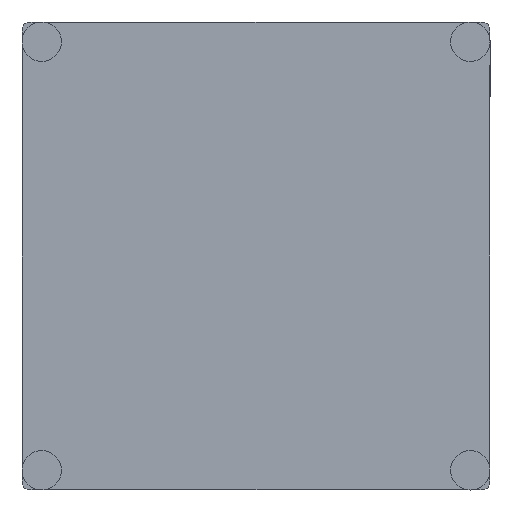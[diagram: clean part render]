
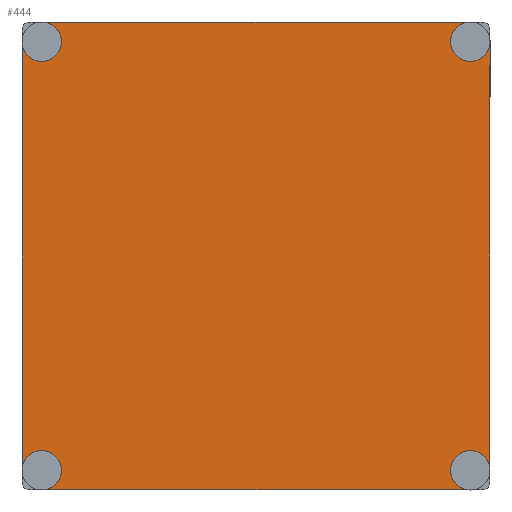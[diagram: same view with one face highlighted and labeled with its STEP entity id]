
A CAD part, front view. The second image highlights one B-rep face of the part: STEP entity #444.
In plain terms, the highlighted planar face has unit normal (0, -1, 0).
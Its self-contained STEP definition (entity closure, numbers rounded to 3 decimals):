
#28=PLANE('',#516);
#52=FACE_OUTER_BOUND('',#78,.T.);
#78=EDGE_LOOP('',(#371,#372,#373,#374,#375,#376,#377,#378,#379,#380));
#90=LINE('',#697,#120);
#97=LINE('',#717,#127);
#108=LINE('',#747,#138);
#113=LINE('',#790,#143);
#120=VECTOR('',#544,10.);
#127=VECTOR('',#563,10.);
#138=VECTOR('',#590,10.);
#143=VECTOR('',#651,10.);
#161=CIRCLE('',#497,7.5);
#162=CIRCLE('',#498,7.5);
#165=CIRCLE('',#503,7.5);
#166=CIRCLE('',#504,7.5);
#169=CIRCLE('',#509,7.5);
#172=CIRCLE('',#514,7.5);
#185=VERTEX_POINT('',#694);
#186=VERTEX_POINT('',#696);
#189=VERTEX_POINT('',#704);
#192=VERTEX_POINT('',#714);
#193=VERTEX_POINT('',#716);
#200=VERTEX_POINT('',#735);
#201=VERTEX_POINT('',#737);
#204=VERTEX_POINT('',#745);
#207=VERTEX_POINT('',#758);
#210=VERTEX_POINT('',#768);
#228=EDGE_CURVE('',#185,#186,#90,.T.);
#238=EDGE_CURVE('',#192,#193,#97,.T.);
#253=EDGE_CURVE('',#204,#200,#108,.T.);
#260=EDGE_CURVE('',#185,#207,#161,.T.);
#261=EDGE_CURVE('',#207,#189,#162,.T.);
#265=EDGE_CURVE('',#201,#210,#165,.T.);
#266=EDGE_CURVE('',#210,#200,#166,.T.);
#270=EDGE_CURVE('',#192,#186,#169,.T.);
#274=EDGE_CURVE('',#204,#193,#172,.T.);
#275=EDGE_CURVE('',#201,#189,#113,.T.);
#371=ORIENTED_EDGE('',*,*,#260,.T.);
#372=ORIENTED_EDGE('',*,*,#261,.T.);
#373=ORIENTED_EDGE('',*,*,#275,.F.);
#374=ORIENTED_EDGE('',*,*,#265,.T.);
#375=ORIENTED_EDGE('',*,*,#266,.T.);
#376=ORIENTED_EDGE('',*,*,#253,.F.);
#377=ORIENTED_EDGE('',*,*,#274,.T.);
#378=ORIENTED_EDGE('',*,*,#238,.F.);
#379=ORIENTED_EDGE('',*,*,#270,.T.);
#380=ORIENTED_EDGE('',*,*,#228,.F.);
#444=ADVANCED_FACE('',(#52),#28,.F.);
#497=AXIS2_PLACEMENT_3D('',#760,#608,#609);
#498=AXIS2_PLACEMENT_3D('',#761,#610,#611);
#503=AXIS2_PLACEMENT_3D('',#770,#621,#622);
#504=AXIS2_PLACEMENT_3D('',#771,#623,#624);
#509=AXIS2_PLACEMENT_3D('',#779,#634,#635);
#514=AXIS2_PLACEMENT_3D('',#787,#645,#646);
#516=AXIS2_PLACEMENT_3D('',#789,#649,#650);
#544=DIRECTION('',(-1.,0.,0.));
#563=DIRECTION('',(0.,0.,1.));
#590=DIRECTION('',(1.,0.,0.));
#608=DIRECTION('center_axis',(0.,1.,0.));
#609=DIRECTION('ref_axis',(1.,0.,0.));
#610=DIRECTION('center_axis',(0.,1.,0.));
#611=DIRECTION('ref_axis',(1.,0.,0.));
#621=DIRECTION('center_axis',(0.,1.,0.));
#622=DIRECTION('ref_axis',(1.,0.,0.));
#623=DIRECTION('center_axis',(0.,1.,0.));
#624=DIRECTION('ref_axis',(1.,0.,0.));
#634=DIRECTION('center_axis',(0.,1.,0.));
#635=DIRECTION('ref_axis',(1.,0.,0.));
#645=DIRECTION('center_axis',(0.,1.,0.));
#646=DIRECTION('ref_axis',(1.,0.,0.));
#649=DIRECTION('center_axis',(0.,1.,0.));
#650=DIRECTION('ref_axis',(0.,0.,1.));
#651=DIRECTION('',(0.,0.,-1.));
#694=CARTESIAN_POINT('',(81.5,0.,-89.));
#696=CARTESIAN_POINT('',(-81.5,0.,-89.));
#697=CARTESIAN_POINT('',(89.,0.,-89.));
#704=CARTESIAN_POINT('',(89.,0.,-81.5));
#714=CARTESIAN_POINT('',(-89.,0.,-81.5));
#716=CARTESIAN_POINT('',(-89.,0.,81.5));
#717=CARTESIAN_POINT('',(-89.,0.,-89.));
#735=CARTESIAN_POINT('',(81.5,0.,89.));
#737=CARTESIAN_POINT('',(89.,0.,81.5));
#745=CARTESIAN_POINT('',(-81.5,0.,89.));
#747=CARTESIAN_POINT('',(-89.,0.,89.));
#758=CARTESIAN_POINT('',(74.,0.,-81.5));
#760=CARTESIAN_POINT('Origin',(81.5,0.,-81.5));
#761=CARTESIAN_POINT('Origin',(81.5,0.,-81.5));
#768=CARTESIAN_POINT('',(74.,0.,81.5));
#770=CARTESIAN_POINT('Origin',(81.5,0.,81.5));
#771=CARTESIAN_POINT('Origin',(81.5,0.,81.5));
#779=CARTESIAN_POINT('Origin',(-81.5,0.,-81.5));
#787=CARTESIAN_POINT('Origin',(-81.5,0.,81.5));
#789=CARTESIAN_POINT('Origin',(0.,0.,0.));
#790=CARTESIAN_POINT('',(89.,0.,89.));
